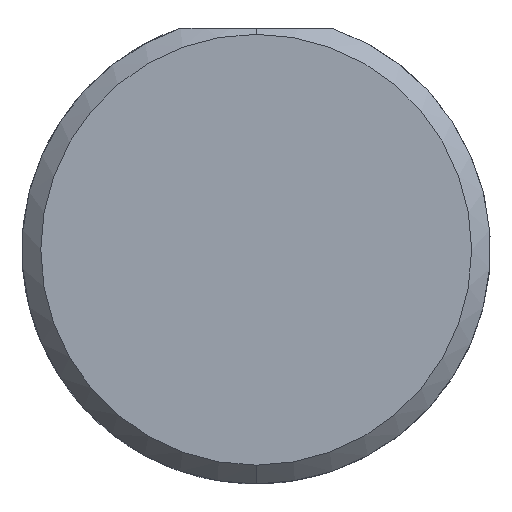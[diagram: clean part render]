
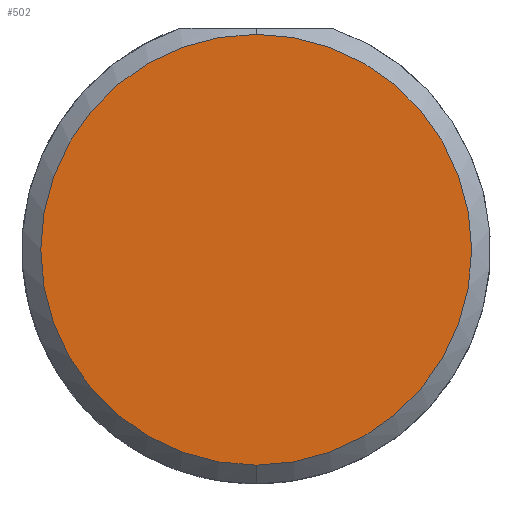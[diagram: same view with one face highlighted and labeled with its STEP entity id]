
A CAD part, left-side view. The second image highlights one B-rep face of the part: STEP entity #502.
In plain terms, the highlighted planar face has unit normal (-1, 0, 0).
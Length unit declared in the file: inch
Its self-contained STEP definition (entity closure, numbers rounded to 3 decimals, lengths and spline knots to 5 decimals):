
#28 = CARTESIAN_POINT ( 'NONE',  ( 0., 0., 0. ) ) ;
#50 = EDGE_LOOP ( 'NONE', ( #319, #63 ) ) ;
#63 = ORIENTED_EDGE ( 'NONE', *, *, #614, .T. ) ;
#81 = CARTESIAN_POINT ( 'NONE',  ( 0., 0., -0.17235 ) ) ;
#84 = CARTESIAN_POINT ( 'NONE',  ( 0., 0., 0. ) ) ;
#133 = DIRECTION ( 'NONE',  ( 0., 0., 1. ) ) ;
#176 = AXIS2_PLACEMENT_3D ( 'NONE', #84, #453, #289 ) ;
#177 = VERTEX_POINT ( 'NONE', #81 ) ;
#255 = VERTEX_POINT ( 'NONE', #688 ) ;
#287 = CARTESIAN_POINT ( 'NONE',  ( 0., 0., 0. ) ) ;
#289 = DIRECTION ( 'NONE',  ( 0., 0., -1. ) ) ;
#319 = ORIENTED_EDGE ( 'NONE', *, *, #582, .T. ) ;
#338 = FACE_OUTER_BOUND ( 'NONE', #50, .T. ) ;
#352 = AXIS2_PLACEMENT_3D ( 'NONE', #287, #503, #560 ) ;
#355 = CIRCLE ( 'NONE', #397, 0.17235 ) ;
#397 = AXIS2_PLACEMENT_3D ( 'NONE', #28, #463, #133 ) ;
#453 = DIRECTION ( 'NONE',  ( 1., 0., 0. ) ) ;
#463 = DIRECTION ( 'NONE',  ( -1., 0., 0. ) ) ;
#502 = ADVANCED_FACE ( 'NONE', ( #338 ), #671, .F. ) ;
#503 = DIRECTION ( 'NONE',  ( -1., 0., 0. ) ) ;
#543 = CIRCLE ( 'NONE', #352, 0.17235 ) ;
#560 = DIRECTION ( 'NONE',  ( 0., 0., 1. ) ) ;
#582 = EDGE_CURVE ( 'NONE', #177, #255, #355, .T. ) ;
#614 = EDGE_CURVE ( 'NONE', #255, #177, #543, .T. ) ;
#671 = PLANE ( 'NONE',  #176 ) ;
#688 = CARTESIAN_POINT ( 'NONE',  ( 0., 0., 0.17235 ) ) ;
